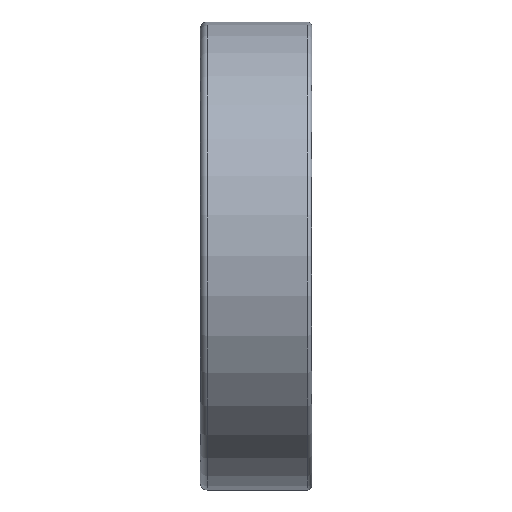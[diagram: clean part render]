
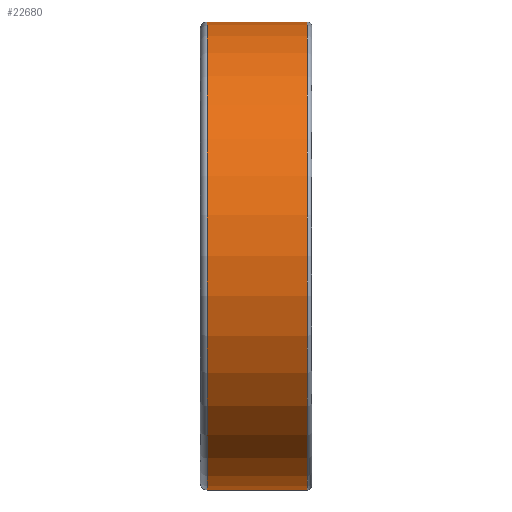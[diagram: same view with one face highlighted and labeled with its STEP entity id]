
A CAD part, top view. The second image highlights one B-rep face of the part: STEP entity #22680.
In plain terms, the highlighted cylindrical face has radius 10.5 mm (diameter 21 mm), a partial arc.
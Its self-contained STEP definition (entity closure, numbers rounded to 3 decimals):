
#12278=DIRECTION('',(-1.,0.,0.));
#12279=VECTOR('',#12278,4.5);
#12280=CARTESIAN_POINT('',(2.3,10.5,0.));
#12281=LINE('',#12280,#12279);
#12285=DIRECTION('',(-1.,0.,0.));
#12286=VECTOR('',#12285,4.5);
#12287=CARTESIAN_POINT('',(2.3,-10.5,0.));
#12288=LINE('',#12287,#12286);
#12300=CARTESIAN_POINT('',(2.3,0.,0.));
#12301=DIRECTION('',(1.,0.,0.));
#12302=DIRECTION('',(0.,1.,0.));
#12303=AXIS2_PLACEMENT_3D('',#12300,#12301,#12302);
#12308=CARTESIAN_POINT('',(-2.2,0.,0.));
#12309=DIRECTION('',(1.,0.,0.));
#12310=DIRECTION('',(0.,1.,0.));
#12311=AXIS2_PLACEMENT_3D('',#12308,#12309,#12310);
#19424=CARTESIAN_POINT('',(2.3,10.5,0.));
#19425=CARTESIAN_POINT('',(-2.2,10.5,0.));
#19426=VERTEX_POINT('',#19424);
#19427=VERTEX_POINT('',#19425);
#19436=CARTESIAN_POINT('',(2.3,-10.5,0.));
#19437=CARTESIAN_POINT('',(-2.2,-10.5,0.));
#19438=VERTEX_POINT('',#19436);
#19439=VERTEX_POINT('',#19437);
#22668=CARTESIAN_POINT('',(-2.75,0.,0.));
#22669=DIRECTION('',(1.,0.,0.));
#22670=DIRECTION('',(0.,-1.,0.));
#22671=AXIS2_PLACEMENT_3D('',#22668,#22669,#22670);
#22672=CYLINDRICAL_SURFACE('',#22671,10.5);
#22673=ORIENTED_EDGE('',*,*,#22658,.F.);
#22674=ORIENTED_EDGE('',*,*,#22635,.T.);
#22675=ORIENTED_EDGE('',*,*,#22662,.T.);
#22677=ORIENTED_EDGE('',*,*,#22676,.F.);
#22678=EDGE_LOOP('',(#22673,#22674,#22675,#22677));
#22679=FACE_OUTER_BOUND('',#22678,.F.);
#12304=CIRCLE('',#12303,10.5);
#12312=CIRCLE('',#12311,10.5);
#22635=EDGE_CURVE('',#19426,#19438,#12304,.T.);
#22658=EDGE_CURVE('',#19426,#19427,#12281,.T.);
#22662=EDGE_CURVE('',#19438,#19439,#12288,.T.);
#22676=EDGE_CURVE('',#19427,#19439,#12312,.T.);
#22680=ADVANCED_FACE('',(#22679),#22672,.T.);
